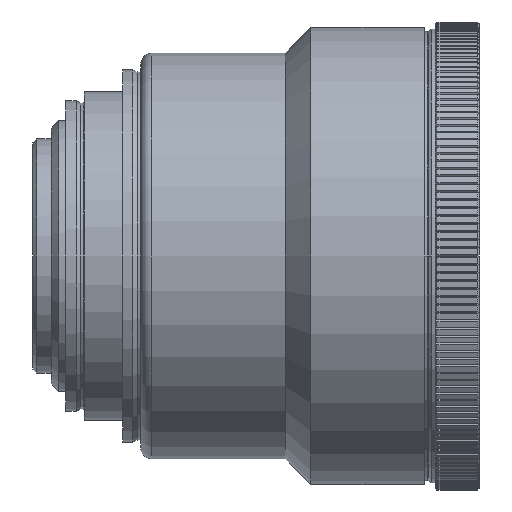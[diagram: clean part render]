
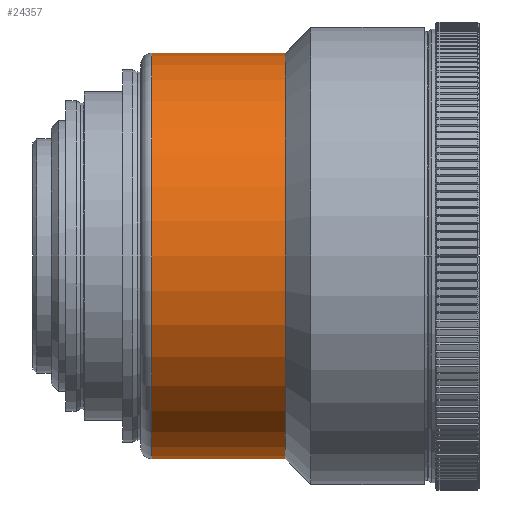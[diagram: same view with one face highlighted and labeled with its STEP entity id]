
A CAD part, front view. The second image highlights one B-rep face of the part: STEP entity #24357.
In plain terms, the highlighted cylindrical face has radius 55.5 mm (diameter 111 mm), a partial arc.
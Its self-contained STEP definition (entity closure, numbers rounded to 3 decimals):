
#1475 = CIRCLE ( 'NONE', #26016, 55.5 ) ;
#1530 = CIRCLE ( 'NONE', #26124, 55.5 ) ;
#4420 = CARTESIAN_POINT ( 'NONE',  ( 19.94, 0., -55.5 ) ) ;
#4688 = CARTESIAN_POINT ( 'NONE',  ( 56.44, 0., 55.5 ) ) ;
#4780 = CARTESIAN_POINT ( 'NONE',  ( 19.94, 0., 55.5 ) ) ;
#4836 = CARTESIAN_POINT ( 'NONE',  ( 56.44, 0., -55.5 ) ) ;
#5769 = EDGE_LOOP ( 'NONE', ( #24684, #24322, #24428, #24797 ) ) ;
#8050 = AXIS2_PLACEMENT_3D ( 'NONE', #27967, #28348, #28351 ) ;
#8066 = FACE_OUTER_BOUND ( 'NONE', #5769, .T. ) ;
#8068 = CYLINDRICAL_SURFACE ( 'NONE', #8050, 55.5 ) ;
#10801 = VERTEX_POINT ( 'NONE', #4688 ) ;
#10826 = VERTEX_POINT ( 'NONE', #4420 ) ;
#17823 = VECTOR ( 'NONE', #28783, 1000. ) ;
#18019 = LINE ( 'NONE', #28782, #17823 ) ;
#18050 = VECTOR ( 'NONE', #28726, 1000. ) ;
#18099 = LINE ( 'NONE', #28717, #18050 ) ;
#20315 = EDGE_CURVE ( 'NONE', #40261, #10826, #18099, .T. ) ;
#20320 = EDGE_CURVE ( 'NONE', #10801, #40313, #18019, .T. ) ;
#20419 = EDGE_CURVE ( 'NONE', #40261, #10801, #1475, .T. ) ;
#20439 = EDGE_CURVE ( 'NONE', #40313, #10826, #1530, .T. ) ;
#24322 = ORIENTED_EDGE ( 'NONE', *, *, #20419, .T. ) ;
#24357 = ADVANCED_FACE ( 'NONE', ( #8066 ), #8068, .T. ) ;
#24428 = ORIENTED_EDGE ( 'NONE', *, *, #20320, .T. ) ;
#24684 = ORIENTED_EDGE ( 'NONE', *, *, #20315, .F. ) ;
#24797 = ORIENTED_EDGE ( 'NONE', *, *, #20439, .T. ) ;
#26016 = AXIS2_PLACEMENT_3D ( 'NONE', #38618, #38617, #38667 ) ;
#26124 = AXIS2_PLACEMENT_3D ( 'NONE', #38486, #38160, #38161 ) ;
#27967 = CARTESIAN_POINT ( 'NONE',  ( -30.438, 0., 0. ) ) ;
#28348 = DIRECTION ( 'NONE',  ( -1., 0., 0. ) ) ;
#28351 = DIRECTION ( 'NONE',  ( 0., 0., 1. ) ) ;
#28717 = CARTESIAN_POINT ( 'NONE',  ( -30.438, 0., -55.5 ) ) ;
#28726 = DIRECTION ( 'NONE',  ( -1., 0., 0. ) ) ;
#28782 = CARTESIAN_POINT ( 'NONE',  ( -30.438, 0., 55.5 ) ) ;
#28783 = DIRECTION ( 'NONE',  ( -1., 0., 0. ) ) ;
#38160 = DIRECTION ( 'NONE',  ( 1., 0., 0. ) ) ;
#38161 = DIRECTION ( 'NONE',  ( 0., 0., -1. ) ) ;
#38486 = CARTESIAN_POINT ( 'NONE',  ( 19.94, 0., 0. ) ) ;
#38617 = DIRECTION ( 'NONE',  ( -1., 0., 0. ) ) ;
#38618 = CARTESIAN_POINT ( 'NONE',  ( 56.44, 0., 0. ) ) ;
#38667 = DIRECTION ( 'NONE',  ( 0., 0., 1. ) ) ;
#40261 = VERTEX_POINT ( 'NONE', #4836 ) ;
#40313 = VERTEX_POINT ( 'NONE', #4780 ) ;
